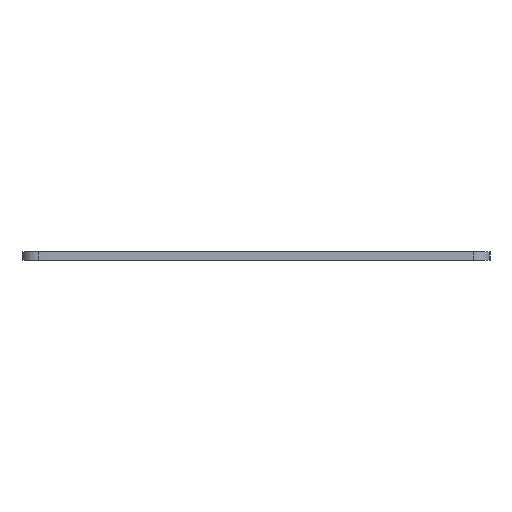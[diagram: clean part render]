
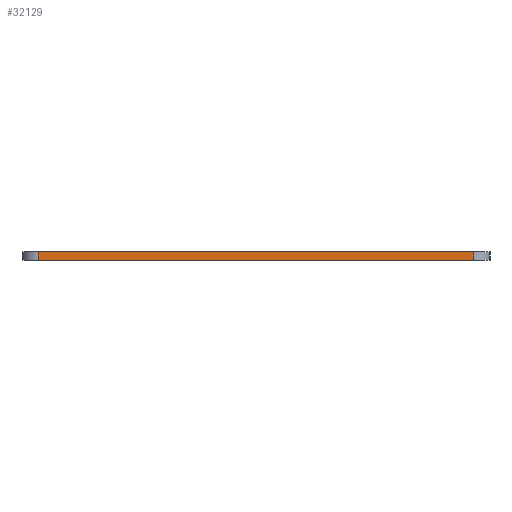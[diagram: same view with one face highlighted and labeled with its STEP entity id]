
A CAD part, left-side view. The second image highlights one B-rep face of the part: STEP entity #32129.
In plain terms, the highlighted planar face has unit normal (-1, 0, 0).
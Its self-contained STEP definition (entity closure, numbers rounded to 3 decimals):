
#83 = PLANE('',#84);
#84 = AXIS2_PLACEMENT_3D('',#85,#86,#87);
#85 = CARTESIAN_POINT('',(253.238,-134.62,1.6));
#86 = DIRECTION('',(0.,0.,-1.));
#87 = DIRECTION('',(-1.,0.,0.));
#111 = CYLINDRICAL_SURFACE('',#112,3.048);
#112 = AXIS2_PLACEMENT_3D('',#113,#114,#115);
#113 = CARTESIAN_POINT('',(25.4,-137.668,0.));
#114 = DIRECTION('',(0.,0.,-1.));
#115 = DIRECTION('',(1.,0.,0.));
#137 = PLANE('',#138);
#138 = AXIS2_PLACEMENT_3D('',#139,#140,#141);
#139 = CARTESIAN_POINT('',(253.238,-134.62,0.));
#140 = DIRECTION('',(0.,0.,-1.));
#141 = DIRECTION('',(-1.,0.,0.));
#240 = VERTEX_POINT('',#241);
#241 = CARTESIAN_POINT('',(22.352,-137.668,1.6));
#267 = EDGE_CURVE('',#268,#240,#270,.T.);
#268 = VERTEX_POINT('',#269);
#269 = CARTESIAN_POINT('',(22.352,-137.668,0.));
#270 = SURFACE_CURVE('',#271,(#275,#282),.PCURVE_S1.);
#271 = LINE('',#272,#273);
#272 = CARTESIAN_POINT('',(22.352,-137.668,0.));
#273 = VECTOR('',#274,1.);
#274 = DIRECTION('',(0.,0.,1.));
#275 = PCURVE('',#111,#276);
#276 = DEFINITIONAL_REPRESENTATION('',(#277),#281);
#277 = LINE('',#278,#279);
#278 = CARTESIAN_POINT('',(-3.142,0.));
#279 = VECTOR('',#280,1.);
#280 = DIRECTION('',(0.,-1.));
#281 = ( GEOMETRIC_REPRESENTATION_CONTEXT(2) 
PARAMETRIC_REPRESENTATION_CONTEXT() REPRESENTATION_CONTEXT('2D SPACE',''
  ) );
#282 = PCURVE('',#283,#288);
#283 = PLANE('',#284);
#284 = AXIS2_PLACEMENT_3D('',#285,#286,#287);
#285 = CARTESIAN_POINT('',(22.352,-137.668,0.));
#286 = DIRECTION('',(1.,0.,0.));
#287 = DIRECTION('',(0.,-1.,0.));
#288 = DEFINITIONAL_REPRESENTATION('',(#289),#293);
#289 = LINE('',#290,#291);
#290 = CARTESIAN_POINT('',(0.,0.));
#291 = VECTOR('',#292,1.);
#292 = DIRECTION('',(0.,-1.));
#293 = ( GEOMETRIC_REPRESENTATION_CONTEXT(2) 
PARAMETRIC_REPRESENTATION_CONTEXT() REPRESENTATION_CONTEXT('2D SPACE',''
  ) );
#411 = VERTEX_POINT('',#412);
#412 = CARTESIAN_POINT('',(22.352,-220.726,0.));
#431 = CYLINDRICAL_SURFACE('',#432,3.048);
#432 = AXIS2_PLACEMENT_3D('',#433,#434,#435);
#433 = CARTESIAN_POINT('',(25.4,-220.726,0.));
#434 = DIRECTION('',(0.,0.,-1.));
#435 = DIRECTION('',(1.,0.,0.));
#443 = EDGE_CURVE('',#268,#411,#444,.T.);
#444 = SURFACE_CURVE('',#445,(#449,#456),.PCURVE_S1.);
#445 = LINE('',#446,#447);
#446 = CARTESIAN_POINT('',(22.352,-137.668,0.));
#447 = VECTOR('',#448,1.);
#448 = DIRECTION('',(0.,-1.,0.));
#449 = PCURVE('',#137,#450);
#450 = DEFINITIONAL_REPRESENTATION('',(#451),#455);
#451 = LINE('',#452,#453);
#452 = CARTESIAN_POINT('',(230.886,-3.048));
#453 = VECTOR('',#454,1.);
#454 = DIRECTION('',(0.,-1.));
#455 = ( GEOMETRIC_REPRESENTATION_CONTEXT(2) 
PARAMETRIC_REPRESENTATION_CONTEXT() REPRESENTATION_CONTEXT('2D SPACE',''
  ) );
#456 = PCURVE('',#283,#457);
#457 = DEFINITIONAL_REPRESENTATION('',(#458),#462);
#458 = LINE('',#459,#460);
#459 = CARTESIAN_POINT('',(0.,0.));
#460 = VECTOR('',#461,1.);
#461 = DIRECTION('',(1.,0.));
#462 = ( GEOMETRIC_REPRESENTATION_CONTEXT(2) 
PARAMETRIC_REPRESENTATION_CONTEXT() REPRESENTATION_CONTEXT('2D SPACE',''
  ) );
#17512 = VERTEX_POINT('',#17513);
#17513 = CARTESIAN_POINT('',(22.352,-220.726,1.6));
#17539 = EDGE_CURVE('',#240,#17512,#17540,.T.);
#17540 = SURFACE_CURVE('',#17541,(#17545,#17552),.PCURVE_S1.);
#17541 = LINE('',#17542,#17543);
#17542 = CARTESIAN_POINT('',(22.352,-137.668,1.6));
#17543 = VECTOR('',#17544,1.);
#17544 = DIRECTION('',(0.,-1.,0.));
#17545 = PCURVE('',#83,#17546);
#17546 = DEFINITIONAL_REPRESENTATION('',(#17547),#17551);
#17547 = LINE('',#17548,#17549);
#17548 = CARTESIAN_POINT('',(230.886,-3.048));
#17549 = VECTOR('',#17550,1.);
#17550 = DIRECTION('',(0.,-1.));
#17551 = ( GEOMETRIC_REPRESENTATION_CONTEXT(2) 
PARAMETRIC_REPRESENTATION_CONTEXT() REPRESENTATION_CONTEXT('2D SPACE',''
  ) );
#17552 = PCURVE('',#283,#17553);
#17553 = DEFINITIONAL_REPRESENTATION('',(#17554),#17558);
#17554 = LINE('',#17555,#17556);
#17555 = CARTESIAN_POINT('',(0.,-1.6));
#17556 = VECTOR('',#17557,1.);
#17557 = DIRECTION('',(1.,0.));
#17558 = ( GEOMETRIC_REPRESENTATION_CONTEXT(2) 
PARAMETRIC_REPRESENTATION_CONTEXT() REPRESENTATION_CONTEXT('2D SPACE',''
  ) );
#32129 = ADVANCED_FACE('',(#32130),#283,.F.);
#32130 = FACE_BOUND('',#32131,.F.);
#32131 = EDGE_LOOP('',(#32132,#32133,#32134,#32155));
#32132 = ORIENTED_EDGE('',*,*,#267,.T.);
#32133 = ORIENTED_EDGE('',*,*,#17539,.T.);
#32134 = ORIENTED_EDGE('',*,*,#32135,.F.);
#32135 = EDGE_CURVE('',#411,#17512,#32136,.T.);
#32136 = SURFACE_CURVE('',#32137,(#32141,#32148),.PCURVE_S1.);
#32137 = LINE('',#32138,#32139);
#32138 = CARTESIAN_POINT('',(22.352,-220.726,0.));
#32139 = VECTOR('',#32140,1.);
#32140 = DIRECTION('',(0.,0.,1.));
#32141 = PCURVE('',#283,#32142);
#32142 = DEFINITIONAL_REPRESENTATION('',(#32143),#32147);
#32143 = LINE('',#32144,#32145);
#32144 = CARTESIAN_POINT('',(83.058,0.));
#32145 = VECTOR('',#32146,1.);
#32146 = DIRECTION('',(0.,-1.));
#32147 = ( GEOMETRIC_REPRESENTATION_CONTEXT(2) 
PARAMETRIC_REPRESENTATION_CONTEXT() REPRESENTATION_CONTEXT('2D SPACE',''
  ) );
#32148 = PCURVE('',#431,#32149);
#32149 = DEFINITIONAL_REPRESENTATION('',(#32150),#32154);
#32150 = LINE('',#32151,#32152);
#32151 = CARTESIAN_POINT('',(-3.142,0.));
#32152 = VECTOR('',#32153,1.);
#32153 = DIRECTION('',(0.,-1.));
#32154 = ( GEOMETRIC_REPRESENTATION_CONTEXT(2) 
PARAMETRIC_REPRESENTATION_CONTEXT() REPRESENTATION_CONTEXT('2D SPACE',''
  ) );
#32155 = ORIENTED_EDGE('',*,*,#443,.F.);
